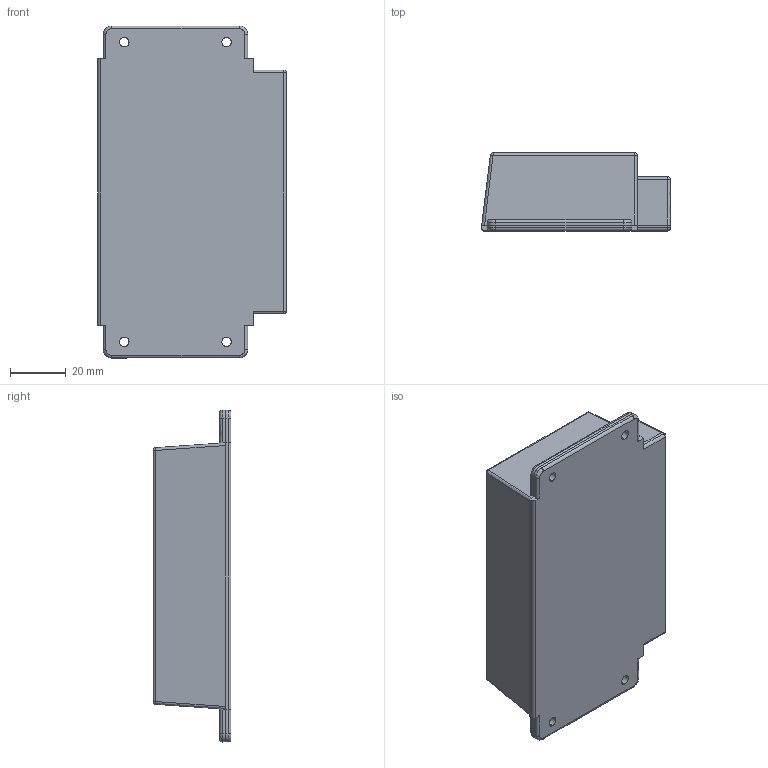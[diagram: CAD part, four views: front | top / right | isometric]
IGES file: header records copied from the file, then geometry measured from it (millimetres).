
Start section: SolidWorks IGES file using analytic representation for surfaces
Global section: file name: KM 28F.IGS; native system: SolidWorks 2008; preprocessor: SolidWorks 2008; author: user; date: 090705.133729; units: millimetre
Bounding box: 67.8 x 28 x 119.4 mm (x, y, z)
Surface area: 44398.5 mm2 (no closed solid volume)
Topology: 0 solids, 0 shells, 163 faces, 1330 edges, 1322 vertices
Faces by surface type: bspline 86, revolution 77
